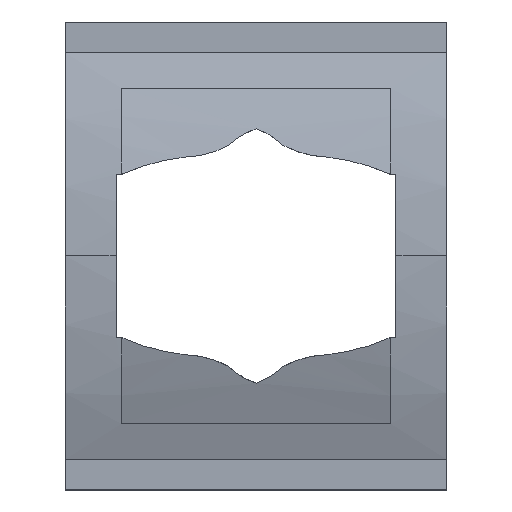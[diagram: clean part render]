
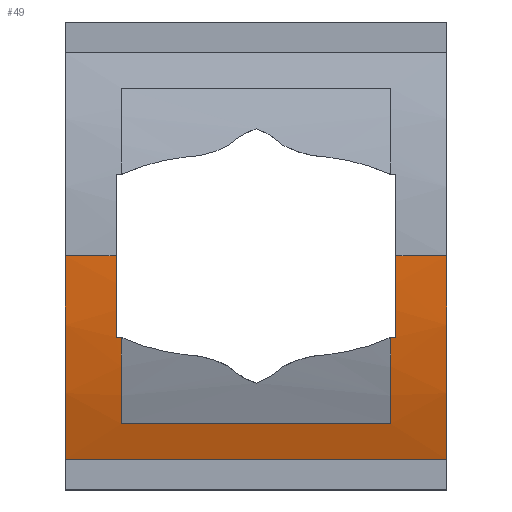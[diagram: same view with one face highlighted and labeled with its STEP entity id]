
A CAD part, top view. The second image highlights one B-rep face of the part: STEP entity #49.
In plain terms, the highlighted cylindrical face has radius 29.478 mm (diameter 58.956 mm), a partial arc.
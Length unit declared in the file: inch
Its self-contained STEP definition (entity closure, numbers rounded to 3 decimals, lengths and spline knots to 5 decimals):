
#12 = LINE ( 'NONE', #176, #842 ) ;
#20 = DIRECTION ( 'NONE',  ( -1., 0., 0. ) ) ;
#21 = AXIS2_PLACEMENT_3D ( 'NONE', #908, #2086, #1072 ) ;
#49 = ADVANCED_FACE ( 'NONE', ( #1972 ), #627, .T. ) ;
#57 = VERTEX_POINT ( 'NONE', #1311 ) ;
#66 = CARTESIAN_POINT ( 'NONE',  ( 0.11, 6.45338, -2.29513 ) ) ;
#70 = EDGE_CURVE ( 'NONE', #1682, #1765, #1576, .T. ) ;
#73 = CARTESIAN_POINT ( 'NONE',  ( 0.03165, 6.45338, -2.29513 ) ) ;
#111 = VECTOR ( 'NONE', #235, 39.37008 ) ;
#134 = CARTESIAN_POINT ( 'NONE',  ( 0.1, 6.78338, -3.40777 ) ) ;
#145 = CARTESIAN_POINT ( 'NONE',  ( 0., 6.78338, -2.24722 ) ) ;
#176 = CARTESIAN_POINT ( 'NONE',  ( 0.75, 6.78338, -2.24722 ) ) ;
#178 = ORIENTED_EDGE ( 'NONE', *, *, #346, .F. ) ;
#214 = ORIENTED_EDGE ( 'NONE', *, *, #491, .T. ) ;
#229 = CARTESIAN_POINT ( 'NONE',  ( 0.64, 6.45338, -2.29513 ) ) ;
#234 = AXIS2_PLACEMENT_3D ( 'NONE', #289, #663, #604 ) ;
#235 = DIRECTION ( 'NONE',  ( 1., 0., 0. ) ) ;
#243 = DIRECTION ( 'NONE',  ( -1., 0., 0. ) ) ;
#245 = LINE ( 'NONE', #1709, #1982 ) ;
#289 = CARTESIAN_POINT ( 'NONE',  ( 0.75, 6.78338, -3.40777 ) ) ;
#299 = CARTESIAN_POINT ( 'NONE',  ( 0.64, 6.62338, -2.2583 ) ) ;
#301 = DIRECTION ( 'NONE',  ( 0., 0., -1. ) ) ;
#346 = EDGE_CURVE ( 'NONE', #1907, #352, #1892, .T. ) ;
#352 = VERTEX_POINT ( 'NONE', #1546 ) ;
#399 = ORIENTED_EDGE ( 'NONE', *, *, #638, .T. ) ;
#450 = DIRECTION ( 'NONE',  ( 1., 0., 0. ) ) ;
#461 = CARTESIAN_POINT ( 'NONE',  ( 0.75, 6.62338, -2.2583 ) ) ;
#491 = EDGE_CURVE ( 'NONE', #1760, #1911, #2026, .T. ) ;
#587 = AXIS2_PLACEMENT_3D ( 'NONE', #1831, #641, #1652 ) ;
#604 = DIRECTION ( 'NONE',  ( 0., 0., 1. ) ) ;
#608 = CARTESIAN_POINT ( 'NONE',  ( 0.75, 6.78338, -3.40777 ) ) ;
#627 = CYLINDRICAL_SURFACE ( 'NONE', #710, 1.16055 ) ;
#638 = EDGE_CURVE ( 'NONE', #1035, #1485, #1519, .T. ) ;
#641 = DIRECTION ( 'NONE',  ( 1., 0., 0. ) ) ;
#647 = CARTESIAN_POINT ( 'NONE',  ( 0., 6.78338, -3.40777 ) ) ;
#651 = VECTOR ( 'NONE', #979, 39.37008 ) ;
#662 = CARTESIAN_POINT ( 'NONE',  ( 0., 6.38338, -2.31833 ) ) ;
#663 = DIRECTION ( 'NONE',  ( 1., 0., 0. ) ) ;
#698 = DIRECTION ( 'NONE',  ( -1., 0., 0. ) ) ;
#710 = AXIS2_PLACEMENT_3D ( 'NONE', #608, #1317, #1458 ) ;
#755 = EDGE_CURVE ( 'NONE', #1303, #939, #1297, .T. ) ;
#773 = CARTESIAN_POINT ( 'NONE',  ( 0.75, 6.62338, -2.2583 ) ) ;
#779 = LINE ( 'NONE', #773, #1575 ) ;
#788 = AXIS2_PLACEMENT_3D ( 'NONE', #1234, #243, #1403 ) ;
#809 = LINE ( 'NONE', #461, #2147 ) ;
#820 = DIRECTION ( 'NONE',  ( 0., 0., -1. ) ) ;
#829 = EDGE_CURVE ( 'NONE', #1911, #1193, #809, .T. ) ;
#842 = VECTOR ( 'NONE', #20, 39.37008 ) ;
#856 = EDGE_LOOP ( 'NONE', ( #178, #1387, #1689, #2071, #1860, #1807, #214, #1226, #949, #1022, #399, #1137 ) ) ;
#871 = CARTESIAN_POINT ( 'NONE',  ( 0.65, 6.78338, -2.24722 ) ) ;
#902 = EDGE_CURVE ( 'NONE', #57, #1035, #1138, .T. ) ;
#908 = CARTESIAN_POINT ( 'NONE',  ( 0.64, 6.78338, -3.40777 ) ) ;
#939 = VERTEX_POINT ( 'NONE', #229 ) ;
#949 = ORIENTED_EDGE ( 'NONE', *, *, #2066, .F. ) ;
#952 = DIRECTION ( 'NONE',  ( -1., 0., 0. ) ) ;
#979 = DIRECTION ( 'NONE',  ( -1., 0., 0. ) ) ;
#994 = LINE ( 'NONE', #73, #111 ) ;
#999 = CARTESIAN_POINT ( 'NONE',  ( 0.11, 6.62338, -2.2583 ) ) ;
#1022 = ORIENTED_EDGE ( 'NONE', *, *, #902, .T. ) ;
#1035 = VERTEX_POINT ( 'NONE', #145 ) ;
#1072 = DIRECTION ( 'NONE',  ( 0., 0., 1. ) ) ;
#1100 = EDGE_CURVE ( 'NONE', #1907, #1682, #12, .T. ) ;
#1137 = ORIENTED_EDGE ( 'NONE', *, *, #1658, .F. ) ;
#1138 = LINE ( 'NONE', #1414, #651 ) ;
#1193 = VERTEX_POINT ( 'NONE', #1426 ) ;
#1214 = AXIS2_PLACEMENT_3D ( 'NONE', #134, #1291, #301 ) ;
#1226 = ORIENTED_EDGE ( 'NONE', *, *, #829, .T. ) ;
#1234 = CARTESIAN_POINT ( 'NONE',  ( 0.11, 6.78338, -3.40777 ) ) ;
#1291 = DIRECTION ( 'NONE',  ( 1., 0., 0. ) ) ;
#1297 = CIRCLE ( 'NONE', #21, 1.16055 ) ;
#1303 = VERTEX_POINT ( 'NONE', #299 ) ;
#1311 = CARTESIAN_POINT ( 'NONE',  ( 0.1, 6.78338, -2.24722 ) ) ;
#1317 = DIRECTION ( 'NONE',  ( -1., 0., 0. ) ) ;
#1387 = ORIENTED_EDGE ( 'NONE', *, *, #1100, .T. ) ;
#1403 = DIRECTION ( 'NONE',  ( 0., 0., -1. ) ) ;
#1414 = CARTESIAN_POINT ( 'NONE',  ( 0.75, 6.78338, -2.24722 ) ) ;
#1426 = CARTESIAN_POINT ( 'NONE',  ( 0.1, 6.62338, -2.2583 ) ) ;
#1458 = DIRECTION ( 'NONE',  ( 0., 0., 1. ) ) ;
#1485 = VERTEX_POINT ( 'NONE', #662 ) ;
#1519 = CIRCLE ( 'NONE', #2138, 1.16055 ) ;
#1546 = CARTESIAN_POINT ( 'NONE',  ( 0.75, 6.38338, -2.31833 ) ) ;
#1575 = VECTOR ( 'NONE', #450, 39.37008 ) ;
#1576 = CIRCLE ( 'NONE', #587, 1.16055 ) ;
#1624 = CIRCLE ( 'NONE', #1214, 1.16055 ) ;
#1652 = DIRECTION ( 'NONE',  ( 0., 0., -1. ) ) ;
#1658 = EDGE_CURVE ( 'NONE', #352, #1485, #245, .T. ) ;
#1682 = VERTEX_POINT ( 'NONE', #871 ) ;
#1689 = ORIENTED_EDGE ( 'NONE', *, *, #70, .T. ) ;
#1709 = CARTESIAN_POINT ( 'NONE',  ( 0.75, 6.38338, -2.31833 ) ) ;
#1760 = VERTEX_POINT ( 'NONE', #66 ) ;
#1765 = VERTEX_POINT ( 'NONE', #1902 ) ;
#1777 = EDGE_CURVE ( 'NONE', #1760, #939, #994, .T. ) ;
#1807 = ORIENTED_EDGE ( 'NONE', *, *, #1777, .F. ) ;
#1831 = CARTESIAN_POINT ( 'NONE',  ( 0.65, 6.78338, -3.40777 ) ) ;
#1834 = DIRECTION ( 'NONE',  ( 1., 0., 0. ) ) ;
#1860 = ORIENTED_EDGE ( 'NONE', *, *, #755, .T. ) ;
#1892 = CIRCLE ( 'NONE', #234, 1.16055 ) ;
#1902 = CARTESIAN_POINT ( 'NONE',  ( 0.65, 6.62338, -2.2583 ) ) ;
#1907 = VERTEX_POINT ( 'NONE', #2015 ) ;
#1911 = VERTEX_POINT ( 'NONE', #999 ) ;
#1972 = FACE_OUTER_BOUND ( 'NONE', #856, .T. ) ;
#1982 = VECTOR ( 'NONE', #698, 39.37008 ) ;
#2015 = CARTESIAN_POINT ( 'NONE',  ( 0.75, 6.78338, -2.24722 ) ) ;
#2026 = CIRCLE ( 'NONE', #788, 1.16055 ) ;
#2042 = EDGE_CURVE ( 'NONE', #1303, #1765, #779, .T. ) ;
#2066 = EDGE_CURVE ( 'NONE', #57, #1193, #1624, .T. ) ;
#2071 = ORIENTED_EDGE ( 'NONE', *, *, #2042, .F. ) ;
#2086 = DIRECTION ( 'NONE',  ( 1., 0., 0. ) ) ;
#2138 = AXIS2_PLACEMENT_3D ( 'NONE', #647, #1834, #820 ) ;
#2147 = VECTOR ( 'NONE', #952, 39.37008 ) ;
